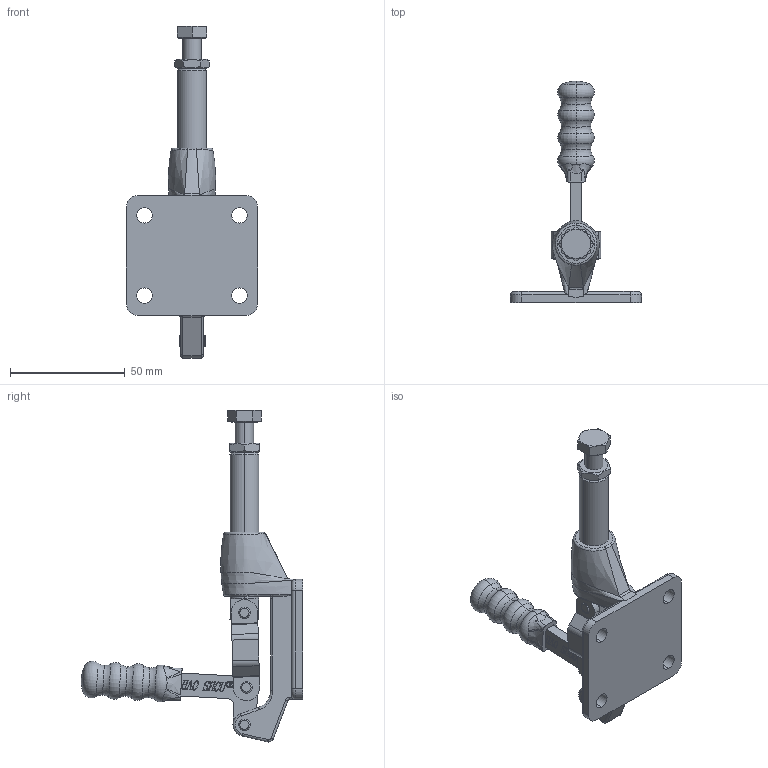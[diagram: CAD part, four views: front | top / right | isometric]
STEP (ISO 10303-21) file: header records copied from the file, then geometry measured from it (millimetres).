
FILE_DESCRIPTION (( 'STEP AP203' ), '1' );
FILE_NAME ('HS-305-CM .STEP', '2019-09-05T07:43:03', ( '微软用户' ), ( '微软中国' ), 'SwSTEP 2.0', 'SolidWorks 2012', '' );
FILE_SCHEMA (( 'CONFIG_CONTROL_DESIGN' ));
Length unit declared in the file: millimetre
Products named in the file (9): HS-305-CM ; 忒參杶; 忒參; hex thin nuts-grades ab-chamfered gb_GB_FASTENER_NUT_STNAB M8-N; hexagon head bolts-full thread gb_GB_FASTENER_BOLT_STBAB A M8X40-C; 挴裝; 种1; 蟀裝; 菁釱
Assembly tree (11 placements, depth 2):
  HS-305-CM 
    菁釱
    蟀裝  x2
    种1  x3
    挴裝
    hexagon head bolts-full thread gb_GB_FASTENER_BOLT_STBAB A M8X40-C
    hex thin nuts-grades ab-chamfered gb_GB_FASTENER_NUT_STNAB M8-N
    忒參
    忒參杶
Bounding box: 57.2 x 96.54 x 144.84 mm (x, y, z)
Volume: 50949.5 mm3; surface area: 27878 mm2
Topology: 11 solids, 11 shells, 697 faces, 1787 edges, 1141 vertices
Faces by surface type: plane 349, bspline 171, cylinder 103, torus 50, cone 24
Entity records: 29541 total; most frequent: CARTESIAN_POINT 13939, ORIENTED_EDGE 3318, DIRECTION 2498, EDGE_CURVE 1659, VERTEX_POINT 1069, LINE 974, VECTOR 974, AXIS2_PLACEMENT_3D 762
